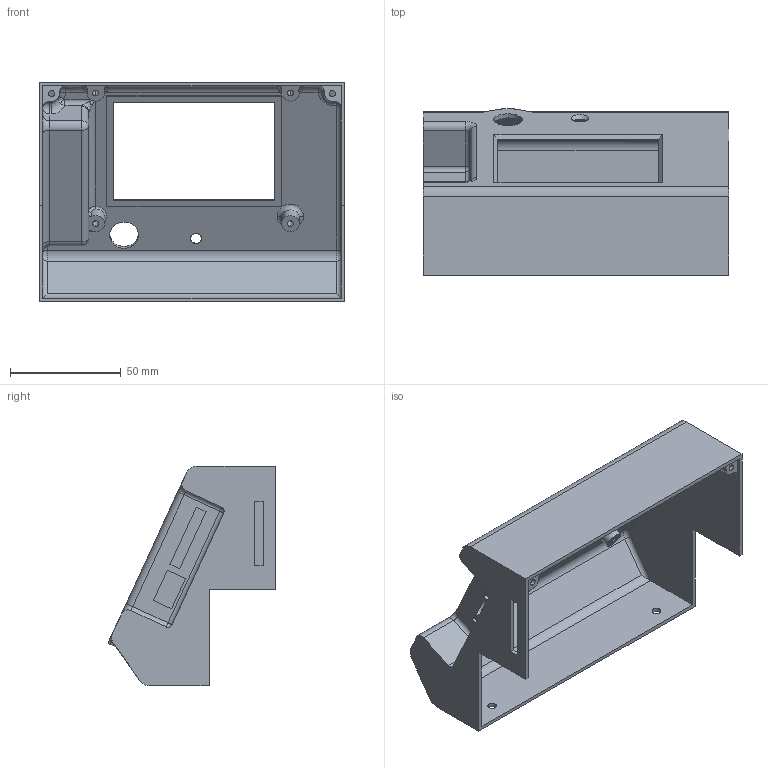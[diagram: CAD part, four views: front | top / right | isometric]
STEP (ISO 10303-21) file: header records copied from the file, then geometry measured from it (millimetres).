
FILE_DESCRIPTION((''),'2;1');
FILE_NAME('KRYT_DISPLEJE_V1','2021-04-04T19:19:25',('msosn'),(''),'CREO PARAMETRIC BY PTC INC, 2020281','CREO PARAMETRIC BY PTC INC, 2020281','');
FILE_SCHEMA(('AUTOMOTIVE_DESIGN { 1 0 10303 214 1 1 1 1 }'));
Length unit declared in the file: millimetre
Products named in the file (1): KRYT_DISPLEJE_V1
Bounding box: 138.4 x 75.48 x 99.4 mm (x, y, z)
Volume: 54598.6 mm3; surface area: 61174.1 mm2
Topology: 1 solids, 1 shells, 188 faces, 458 edges, 280 vertices
Faces by surface type: cylinder 69, plane 65, bspline 33, torus 14, sphere 5, cone 2
Entity records: 9766 total; most frequent: CARTESIAN_POINT 4038, ORIENTED_EDGE 916, DIRECTION 860, PRESENTATION_STYLE_ASSIGNMENT 459, STYLED_ITEM 459, CURVE_STYLE 458, EDGE_CURVE 458, AXIS2_PLACEMENT_3D 318
